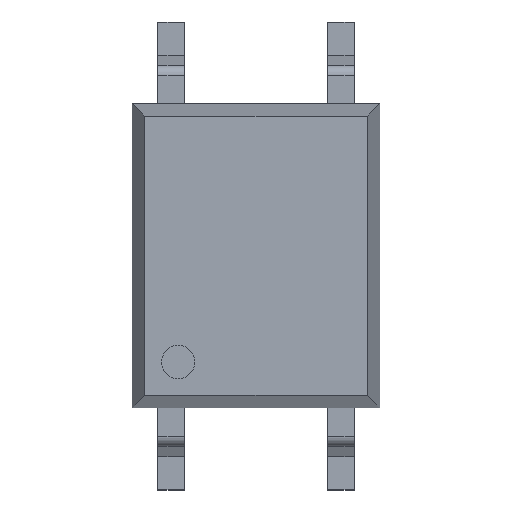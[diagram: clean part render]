
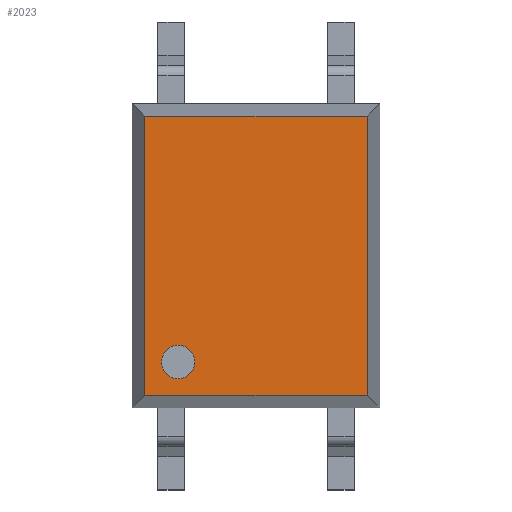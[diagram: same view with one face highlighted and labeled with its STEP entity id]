
A CAD part, top view. The second image highlights one B-rep face of the part: STEP entity #2023.
In plain terms, the highlighted planar face has unit normal (0, 0, 1).
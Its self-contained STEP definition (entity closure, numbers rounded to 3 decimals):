
#4 = ORIENTED_EDGE ( 'NONE', *, *, #283, .F. ) ;
#7 = VERTEX_POINT ( 'NONE', #1683 ) ;
#15 = EDGE_CURVE ( 'NONE', #1612, #674, #1480, .T. ) ;
#83 = LINE ( 'NONE', #2188, #511 ) ;
#115 = CARTESIAN_POINT ( 'NONE',  ( -1.85, 2.275, 2.2 ) ) ;
#154 = EDGE_LOOP ( 'NONE', ( #2372, #1758, #2309, #572 ) ) ;
#245 = CARTESIAN_POINT ( 'NONE',  ( 1.665, 2.275, 2.2 ) ) ;
#258 = EDGE_CURVE ( 'NONE', #7, #2194, #395, .T. ) ;
#283 = EDGE_CURVE ( 'NONE', #1438, #486, #1353, .T. ) ;
#350 = CARTESIAN_POINT ( 'NONE',  ( -1.665, -2.09, 2.2 ) ) ;
#395 = LINE ( 'NONE', #1808, #1293 ) ;
#472 = DIRECTION ( 'NONE',  ( 0., 0., 1. ) ) ;
#486 = VERTEX_POINT ( 'NONE', #1327 ) ;
#511 = VECTOR ( 'NONE', #1259, 1000. ) ;
#572 = ORIENTED_EDGE ( 'NONE', *, *, #2207, .T. ) ;
#630 = FACE_OUTER_BOUND ( 'NONE', #154, .T. ) ;
#674 = VERTEX_POINT ( 'NONE', #2095 ) ;
#680 = VECTOR ( 'NONE', #2294, 1000. ) ;
#731 = AXIS2_PLACEMENT_3D ( 'NONE', #115, #472, #1743 ) ;
#734 = EDGE_CURVE ( 'NONE', #674, #7, #1625, .T. ) ;
#760 = CIRCLE ( 'NONE', #1928, 0.25 ) ;
#785 = DIRECTION ( 'NONE',  ( 0., 1., 0. ) ) ;
#833 = DIRECTION ( 'NONE',  ( 0., 0., 1. ) ) ;
#907 = CARTESIAN_POINT ( 'NONE',  ( -1.165, -1.59, 2.2 ) ) ;
#949 = VECTOR ( 'NONE', #785, 1000. ) ;
#1076 = DIRECTION ( 'NONE',  ( 0., -1., 0. ) ) ;
#1087 = DIRECTION ( 'NONE',  ( 1., 0., 0. ) ) ;
#1155 = EDGE_CURVE ( 'NONE', #486, #1438, #760, .T. ) ;
#1177 = CARTESIAN_POINT ( 'NONE',  ( -1.85, 2.09, 2.2 ) ) ;
#1259 = DIRECTION ( 'NONE',  ( 1., 0., 0. ) ) ;
#1293 = VECTOR ( 'NONE', #1076, 1000. ) ;
#1327 = CARTESIAN_POINT ( 'NONE',  ( -0.915, -1.59, 2.2 ) ) ;
#1353 = CIRCLE ( 'NONE', #1610, 0.25 ) ;
#1396 = CARTESIAN_POINT ( 'NONE',  ( -1.415, -1.59, 2.2 ) ) ;
#1438 = VERTEX_POINT ( 'NONE', #1396 ) ;
#1480 = LINE ( 'NONE', #245, #949 ) ;
#1593 = FACE_BOUND ( 'NONE', #2079, .T. ) ;
#1610 = AXIS2_PLACEMENT_3D ( 'NONE', #907, #2190, #1087 ) ;
#1612 = VERTEX_POINT ( 'NONE', #1850 ) ;
#1625 = LINE ( 'NONE', #1177, #680 ) ;
#1683 = CARTESIAN_POINT ( 'NONE',  ( -1.665, 2.09, 2.2 ) ) ;
#1743 = DIRECTION ( 'NONE',  ( 0., -1., 0. ) ) ;
#1758 = ORIENTED_EDGE ( 'NONE', *, *, #734, .T. ) ;
#1808 = CARTESIAN_POINT ( 'NONE',  ( -1.665, -2.275, 2.2 ) ) ;
#1841 = ORIENTED_EDGE ( 'NONE', *, *, #1155, .F. ) ;
#1850 = CARTESIAN_POINT ( 'NONE',  ( 1.665, -2.09, 2.2 ) ) ;
#1923 = CARTESIAN_POINT ( 'NONE',  ( -1.165, -1.59, 2.2 ) ) ;
#1928 = AXIS2_PLACEMENT_3D ( 'NONE', #1923, #833, #2112 ) ;
#2023 = ADVANCED_FACE ( 'NONE', ( #1593, #630 ), #2312, .T. ) ;
#2079 = EDGE_LOOP ( 'NONE', ( #1841, #4 ) ) ;
#2095 = CARTESIAN_POINT ( 'NONE',  ( 1.665, 2.09, 2.2 ) ) ;
#2112 = DIRECTION ( 'NONE',  ( 1., 0., 0. ) ) ;
#2188 = CARTESIAN_POINT ( 'NONE',  ( -1.85, -2.09, 2.2 ) ) ;
#2190 = DIRECTION ( 'NONE',  ( 0., 0., 1. ) ) ;
#2194 = VERTEX_POINT ( 'NONE', #350 ) ;
#2207 = EDGE_CURVE ( 'NONE', #2194, #1612, #83, .T. ) ;
#2294 = DIRECTION ( 'NONE',  ( -1., 0., 0. ) ) ;
#2309 = ORIENTED_EDGE ( 'NONE', *, *, #258, .T. ) ;
#2312 = PLANE ( 'NONE',  #731 ) ;
#2372 = ORIENTED_EDGE ( 'NONE', *, *, #15, .T. ) ;
